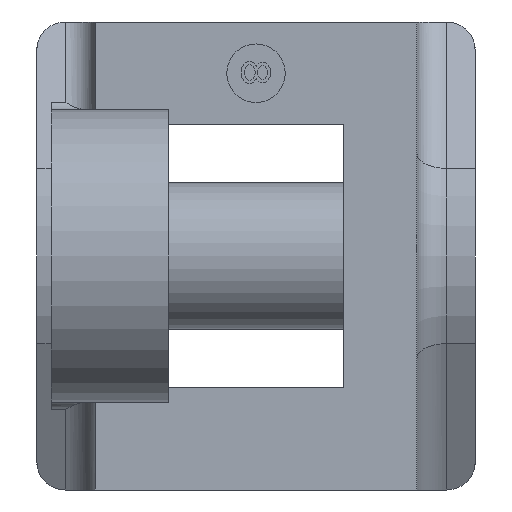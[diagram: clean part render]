
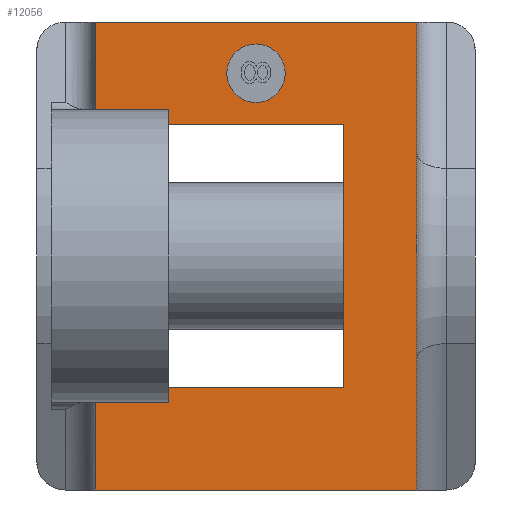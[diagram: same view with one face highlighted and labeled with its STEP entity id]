
A CAD part, front view. The second image highlights one B-rep face of the part: STEP entity #12056.
In plain terms, the highlighted planar face has unit normal (0, -1, 0).
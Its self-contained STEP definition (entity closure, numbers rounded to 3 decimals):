
#359=DIRECTION('',(0.,0.,-1.));
#360=VECTOR('',#359,16.);
#361=CARTESIAN_POINT('',(5.5,-6.25,8.));
#362=LINE('',#361,#360);
#363=DIRECTION('',(0.,0.,-1.));
#364=VECTOR('',#363,3.);
#365=CARTESIAN_POINT('',(-5.5,-6.25,-5.));
#366=LINE('',#365,#364);
#367=DIRECTION('',(-1.,0.,0.));
#368=VECTOR('',#367,2.5);
#369=CARTESIAN_POINT('',(-3.,-6.25,-5.));
#370=LINE('',#369,#368);
#371=DIRECTION('',(0.,0.,-1.));
#372=VECTOR('',#371,0.5);
#373=CARTESIAN_POINT('',(-3.,-6.25,-4.5));
#374=LINE('',#373,#372);
#375=DIRECTION('',(1.,0.,0.));
#376=VECTOR('',#375,6.);
#377=CARTESIAN_POINT('',(-3.,-6.25,-4.5));
#378=LINE('',#377,#376);
#379=DIRECTION('',(0.,0.,-1.));
#380=VECTOR('',#379,9.);
#381=CARTESIAN_POINT('',(3.,-6.25,4.5));
#382=LINE('',#381,#380);
#383=DIRECTION('',(1.,0.,0.));
#384=VECTOR('',#383,6.);
#385=CARTESIAN_POINT('',(-3.,-6.25,4.5));
#386=LINE('',#385,#384);
#387=DIRECTION('',(0.,0.,-1.));
#388=VECTOR('',#387,0.5);
#389=CARTESIAN_POINT('',(-3.,-6.25,5.));
#390=LINE('',#389,#388);
#391=DIRECTION('',(1.,0.,0.));
#392=VECTOR('',#391,2.5);
#393=CARTESIAN_POINT('',(-5.5,-6.25,5.));
#394=LINE('',#393,#392);
#395=DIRECTION('',(0.,0.,-1.));
#396=VECTOR('',#395,3.);
#397=CARTESIAN_POINT('',(-5.5,-6.25,8.));
#398=LINE('',#397,#396);
#399=DIRECTION('',(1.,0.,0.));
#400=VECTOR('',#399,11.);
#401=CARTESIAN_POINT('',(-5.5,-6.25,8.));
#402=LINE('',#401,#400);
#403=CARTESIAN_POINT('',(0.,-6.25,6.25));
#404=DIRECTION('',(0.,-1.,0.));
#405=DIRECTION('',(0.,0.,-1.));
#406=AXIS2_PLACEMENT_3D('',#403,#404,#405);
#408=CARTESIAN_POINT('',(0.,-6.25,6.25));
#409=DIRECTION('',(0.,-1.,0.));
#410=DIRECTION('',(0.,0.,1.));
#411=AXIS2_PLACEMENT_3D('',#408,#409,#410);
#951=DIRECTION('',(1.,0.,0.));
#952=VECTOR('',#951,11.);
#953=CARTESIAN_POINT('',(-5.5,-6.25,-8.));
#954=LINE('',#953,#952);
#9052=CARTESIAN_POINT('',(-3.,-6.25,5.));
#9053=CARTESIAN_POINT('',(-3.,-6.25,4.5));
#9054=VERTEX_POINT('',#9052);
#9055=VERTEX_POINT('',#9053);
#9064=CARTESIAN_POINT('',(3.,-6.25,4.5));
#9065=VERTEX_POINT('',#9064);
#9066=CARTESIAN_POINT('',(3.,-6.25,-4.5));
#9067=VERTEX_POINT('',#9066);
#9068=CARTESIAN_POINT('',(-3.,-6.25,-4.5));
#9069=VERTEX_POINT('',#9068);
#9070=CARTESIAN_POINT('',(-3.,-6.25,-5.));
#9071=VERTEX_POINT('',#9070);
#9088=CARTESIAN_POINT('',(-5.5,-6.25,8.));
#9089=CARTESIAN_POINT('',(-5.5,-6.25,5.));
#9090=VERTEX_POINT('',#9088);
#9091=VERTEX_POINT('',#9089);
#9092=CARTESIAN_POINT('',(-5.5,-6.25,-5.));
#9093=CARTESIAN_POINT('',(-5.5,-6.25,-8.));
#9094=VERTEX_POINT('',#9092);
#9095=VERTEX_POINT('',#9093);
#9096=CARTESIAN_POINT('',(5.5,-6.25,8.));
#9097=CARTESIAN_POINT('',(5.5,-6.25,-8.));
#9098=VERTEX_POINT('',#9096);
#9099=VERTEX_POINT('',#9097);
#10931=CARTESIAN_POINT('',(0.,-6.25,5.25));
#10932=CARTESIAN_POINT('',(0.,-6.25,7.25));
#10933=VERTEX_POINT('',#10931);
#10934=VERTEX_POINT('',#10932);
#12025=CARTESIAN_POINT('',(-7.5,-6.25,8.));
#12026=DIRECTION('',(0.,-1.,0.));
#12027=DIRECTION('',(0.,0.,-1.));
#12028=AXIS2_PLACEMENT_3D('',#12025,#12026,#12027);
#12029=PLANE('',#12028);
#12031=ORIENTED_EDGE('',*,*,#12030,.T.);
#12033=ORIENTED_EDGE('',*,*,#12032,.F.);
#12034=ORIENTED_EDGE('',*,*,#12004,.F.);
#12035=ORIENTED_EDGE('',*,*,#11754,.F.);
#12036=ORIENTED_EDGE('',*,*,#11845,.F.);
#12038=ORIENTED_EDGE('',*,*,#12037,.T.);
#12040=ORIENTED_EDGE('',*,*,#12039,.F.);
#12042=ORIENTED_EDGE('',*,*,#12041,.F.);
#12043=ORIENTED_EDGE('',*,*,#11852,.F.);
#12045=ORIENTED_EDGE('',*,*,#12044,.F.);
#12046=ORIENTED_EDGE('',*,*,#12018,.F.);
#12047=ORIENTED_EDGE('',*,*,#11892,.T.);
#12048=EDGE_LOOP('',(#12031,#12033,#12034,#12035,#12036,#12038,#12040,#12042,
#12043,#12045,#12046,#12047));
#12049=FACE_OUTER_BOUND('',#12048,.F.);
#12051=ORIENTED_EDGE('',*,*,#12050,.T.);
#12053=ORIENTED_EDGE('',*,*,#12052,.T.);
#12054=EDGE_LOOP('',(#12051,#12053));
#12055=FACE_BOUND('',#12054,.F.);
#12056=ADVANCED_FACE('',(#12049,#12055),#12029,.T.);
#407=CIRCLE('',#406,1.);
#412=CIRCLE('',#411,1.);
#11754=EDGE_CURVE('',#9071,#9094,#370,.T.);
#11845=EDGE_CURVE('',#9069,#9071,#374,.T.);
#11852=EDGE_CURVE('',#9054,#9055,#390,.T.);
#11892=EDGE_CURVE('',#9090,#9098,#402,.T.);
#12004=EDGE_CURVE('',#9094,#9095,#366,.T.);
#12018=EDGE_CURVE('',#9090,#9091,#398,.T.);
#12030=EDGE_CURVE('',#9098,#9099,#362,.T.);
#12032=EDGE_CURVE('',#9095,#9099,#954,.T.);
#12037=EDGE_CURVE('',#9069,#9067,#378,.T.);
#12039=EDGE_CURVE('',#9065,#9067,#382,.T.);
#12041=EDGE_CURVE('',#9055,#9065,#386,.T.);
#12044=EDGE_CURVE('',#9091,#9054,#394,.T.);
#12050=EDGE_CURVE('',#10933,#10934,#407,.T.);
#12052=EDGE_CURVE('',#10934,#10933,#412,.T.);
